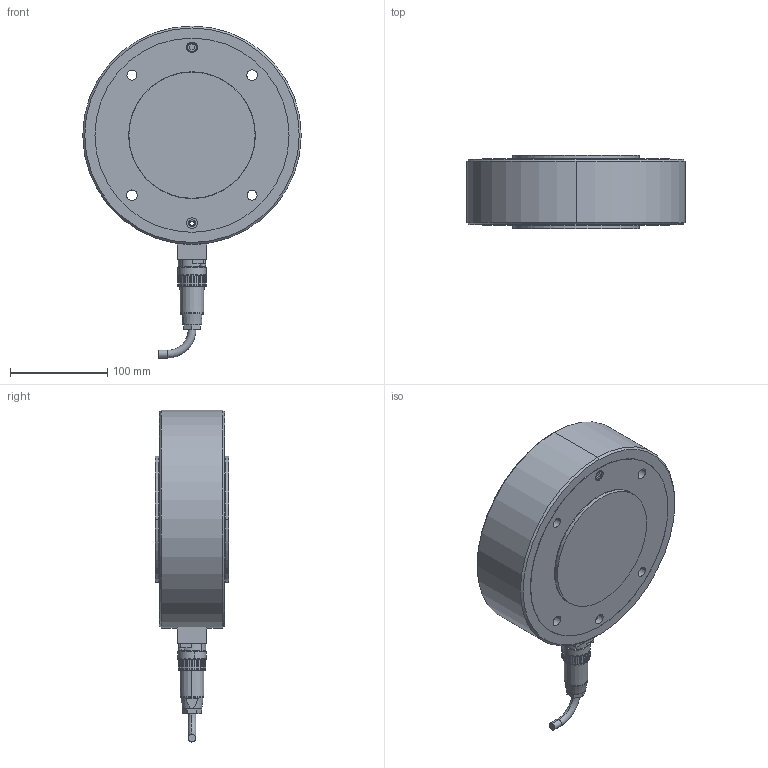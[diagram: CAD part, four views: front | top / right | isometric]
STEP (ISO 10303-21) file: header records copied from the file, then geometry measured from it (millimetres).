
FILE_DESCRIPTION (( 'STEP AP203' ), '1' );
FILE_NAME ('31101681_stp_-.step', '2020-02-17T13:45:06', ( '' ), ( '' ), 'SwSTEP 2.0', 'SolidWorks 2018', '' );
FILE_SCHEMA (( 'CONFIG_CONTROL_DESIGN' ));
Length unit declared in the file: millimetre
Products named in the file (17): Si-Ring DIN472_D80x2.5; PRL_21307_01; Zyl-Schr DIN912_M6x60; 49651-05_stp_01; 31101677_V-045A; 43404.02_01; 31101675_01; 49151_01; 49027_01; 31101681_stp_-; Flanschstecker_Kunstst_7Pol_01; 49651-04_stp_01; Kabeldose_Kunstst_7pol_01; 48071_01; 48072_01; 49531_01; Zyl-Schr DIN912_M3x25
Assembly tree (18 placements, depth 3):
  31101681_stp_-
    49651-05_stp_01
      49651-04_stp_01
      49027_01
      Flanschstecker_Kunstst_7Pol_01
      Kabeldose_Kunstst_7pol_01
      Zyl-Schr DIN912_M3x25  x2
      Si-Ring DIN472_D80x2.5
    43404.02_01  x2
    49531_01
    49151_01
    48071_01
    48072_01
    31101677_V-045A
    31101675_01
    PRL_21307_01
    Zyl-Schr DIN912_M6x60
Bounding box: 225 x 75.9 x 342 mm (x, y, z)
Volume: 2431110 mm3; surface area: 455438.3 mm2
Topology: 49 solids, 49 shells, 814 faces, 1892 edges, 1197 vertices
Faces by surface type: cylinder 334, plane 225, torus 208, cone 45, sphere 2
Entity records: 25105 total; most frequent: CARTESIAN_POINT 4875, DIRECTION 4322, ORIENTED_EDGE 3542, AXIS2_PLACEMENT_3D 1870, EDGE_CURVE 1771, VERTEX_POINT 1123, CIRCLE 1077, EDGE_LOOP 886
